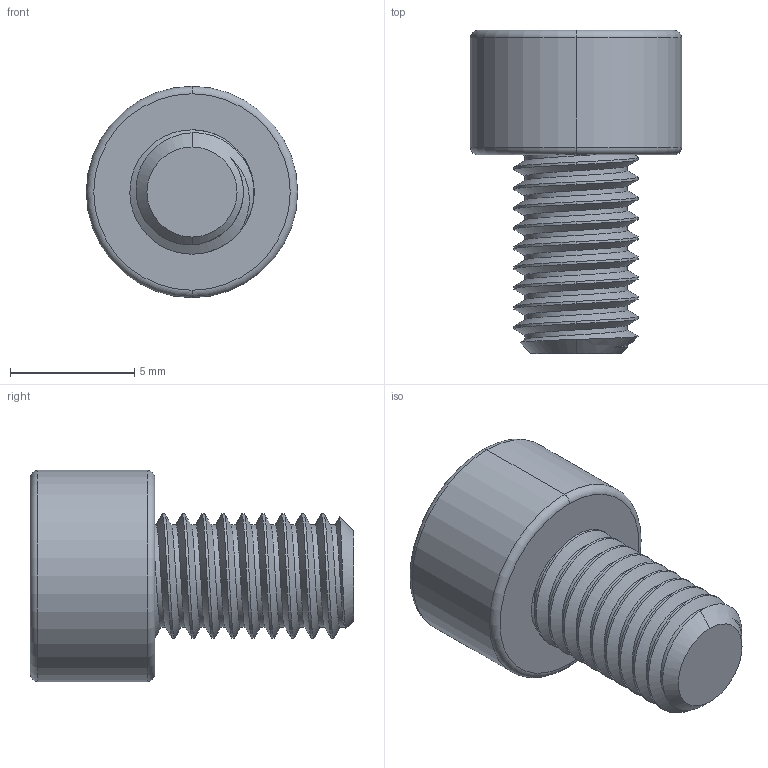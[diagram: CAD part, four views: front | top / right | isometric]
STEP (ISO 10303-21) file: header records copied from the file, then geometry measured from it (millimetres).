
FILE_DESCRIPTION (( 'STEP AP214' ), '1' );
FILE_NAME ('Screw_DIN_912_M5x8F_A2.STEP', '2024-07-16T05:38:45', ( '' ), ( '' ), 'SwSTEP 2.0', 'SolidWorks 2023', '' );
FILE_SCHEMA (( 'AUTOMOTIVE_DESIGN' ));
Length unit declared in the file: millimetre
Products named in the file (1): Screw_DIN_912_M5x8F_A2
Bounding box: 8.5 x 13 x 8.5 mm (x, y, z)
Volume: 371.4 mm3; surface area: 451.6 mm2
Topology: 1 solids, 1 shells, 52 faces, 128 edges, 80 vertices
Faces by surface type: plane 22, cylinder 21, torus 4, bspline 3, cone 2
Entity records: 3314 total; most frequent: CARTESIAN_POINT 2200, ORIENTED_EDGE 256, DIRECTION 196, EDGE_CURVE 128, VERTEX_POINT 80, AXIS2_PLACEMENT_3D 66, VECTOR 64, LINE 64
